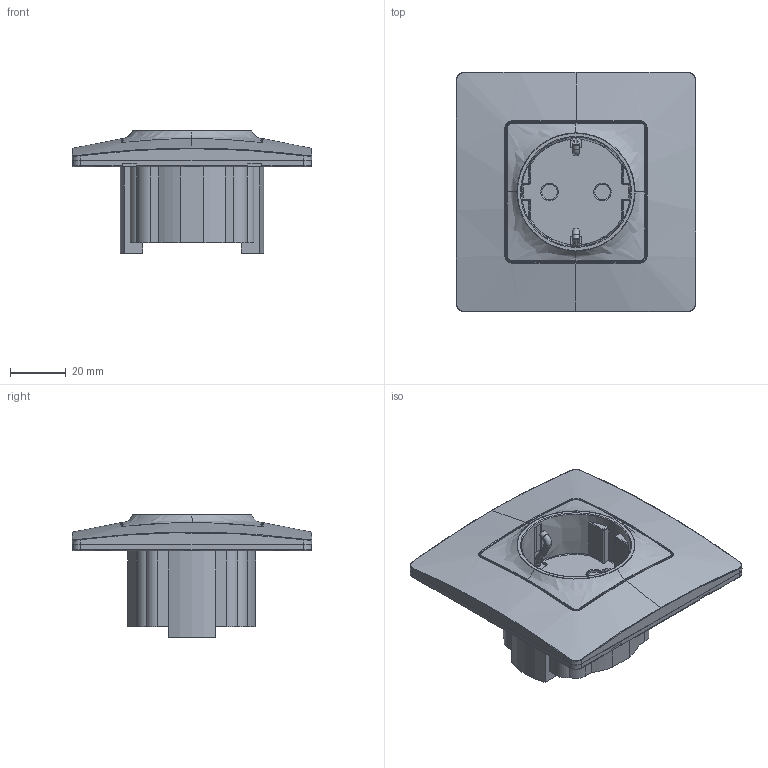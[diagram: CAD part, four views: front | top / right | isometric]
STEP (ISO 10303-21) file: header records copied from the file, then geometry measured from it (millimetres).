
FILE_DESCRIPTION (( 'STEP AP203' ), '1' );
FILE_NAME ('Rozetka_s_z_bez_sh.STEP', '2025-08-25T12:07:40', ( '' ), ( '' ), 'SwSTEP 2.0', 'SolidWorks 2022', '' );
FILE_SCHEMA (( 'CONFIG_CONTROL_DESIGN' ));
Length unit declared in the file: millimetre
Products named in the file (1): Rozetka_s_z_bez_sh
Bounding box: 86 x 86 x 44 mm (x, y, z)
Volume: 99454.3 mm3; surface area: 27334.5 mm2
Topology: 11 solids, 11 shells, 545 faces, 1510 edges, 985 vertices
Faces by surface type: plane 254, bspline 130, cylinder 109, torus 29, cone 19, sphere 4
Entity records: 35933 total; most frequent: CARTESIAN_POINT 24508, ORIENTED_EDGE 3012, EDGE_CURVE 1506, DIRECTION 1338, B_SPLINE_CURVE_WITH_KNOTS 1052, VERTEX_POINT 985, EDGE_LOOP 551, FACE_OUTER_BOUND 545
